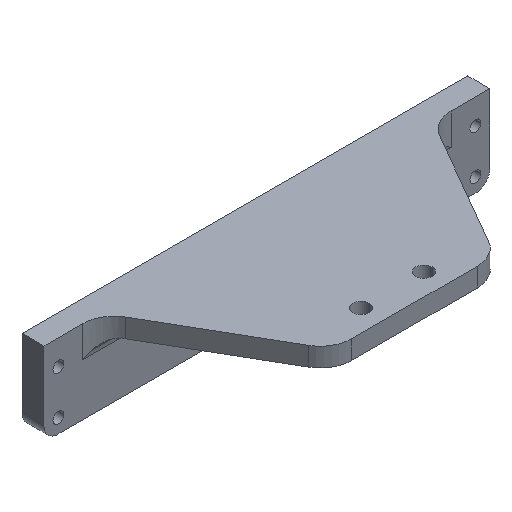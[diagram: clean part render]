
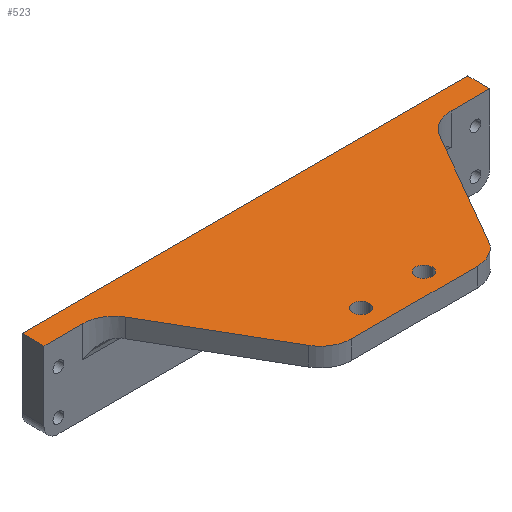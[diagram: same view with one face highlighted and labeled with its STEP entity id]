
A CAD part, isometric view. The second image highlights one B-rep face of the part: STEP entity #523.
In plain terms, the highlighted planar face has unit normal (0, 0, 1).
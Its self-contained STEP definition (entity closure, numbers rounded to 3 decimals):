
#27 = CARTESIAN_POINT ( 'NONE',  ( 0., -120.909, 17.651 ) ) ;
#33 = LINE ( 'NONE', #300, #512 ) ;
#34 = VERTEX_POINT ( 'NONE', #499 ) ;
#35 = DIRECTION ( 'NONE',  ( 0., 0., 1. ) ) ;
#38 = CARTESIAN_POINT ( 'NONE',  ( -171.086, -167.909, 17.651 ) ) ;
#42 = CARTESIAN_POINT ( 'NONE',  ( -262.05, -120.909, 17.651 ) ) ;
#45 = EDGE_LOOP ( 'NONE', ( #853, #1113 ) ) ;
#52 = VECTOR ( 'NONE', #262, 1000. ) ;
#59 = VERTEX_POINT ( 'NONE', #674 ) ;
#60 = ORIENTED_EDGE ( 'NONE', *, *, #537, .T. ) ;
#66 = VERTEX_POINT ( 'NONE', #423 ) ;
#79 = CARTESIAN_POINT ( 'NONE',  ( -201.064, -160.909, 17.651 ) ) ;
#88 = VECTOR ( 'NONE', #614, 1000. ) ;
#100 = DIRECTION ( 'NONE',  ( 1., 0., 0. ) ) ;
#107 = ORIENTED_EDGE ( 'NONE', *, *, #357, .T. ) ;
#110 = EDGE_CURVE ( 'NONE', #689, #421, #774, .T. ) ;
#114 = VERTEX_POINT ( 'NONE', #993 ) ;
#115 = CARTESIAN_POINT ( 'NONE',  ( -51.278, 29.605, 17.651 ) ) ;
#124 = AXIS2_PLACEMENT_3D ( 'NONE', #887, #732, #458 ) ;
#125 = ORIENTED_EDGE ( 'NONE', *, *, #1067, .T. ) ;
#163 = AXIS2_PLACEMENT_3D ( 'NONE', #79, #871, #100 ) ;
#172 = DIRECTION ( 'NONE',  ( 0., -1., 0. ) ) ;
#177 = ORIENTED_EDGE ( 'NONE', *, *, #335, .F. ) ;
#186 = ORIENTED_EDGE ( 'NONE', *, *, #813, .T. ) ;
#194 = EDGE_CURVE ( 'NONE', #211, #405, #960, .T. ) ;
#196 = VECTOR ( 'NONE', #235, 1000. ) ;
#197 = DIRECTION ( 'NONE',  ( 0., 0., 1. ) ) ;
#198 = AXIS2_PLACEMENT_3D ( 'NONE', #556, #35, #303 ) ;
#204 = DIRECTION ( 'NONE',  ( -1., 0., 0. ) ) ;
#211 = VERTEX_POINT ( 'NONE', #447 ) ;
#212 = DIRECTION ( 'NONE',  ( 0.5, 0.866, 0. ) ) ;
#232 = VERTEX_POINT ( 'NONE', #515 ) ;
#235 = DIRECTION ( 'NONE',  ( 0.5, -0.866, 0. ) ) ;
#237 = ORIENTED_EDGE ( 'NONE', *, *, #570, .F. ) ;
#262 = DIRECTION ( 'NONE',  ( -1., 0., 0. ) ) ;
#263 = FACE_BOUND ( 'NONE', #45, .T. ) ;
#264 = VERTEX_POINT ( 'NONE', #852 ) ;
#267 = CARTESIAN_POINT ( 'NONE',  ( -241.064, -167.909, 17.651 ) ) ;
#268 = DIRECTION ( 'NONE',  ( 0., -1., 0. ) ) ;
#273 = VECTOR ( 'NONE', #204, 1000. ) ;
#275 = CARTESIAN_POINT ( 'NONE',  ( -262.05, -290.176, 17.651 ) ) ;
#289 = AXIS2_PLACEMENT_3D ( 'NONE', #1093, #751, #481 ) ;
#300 = CARTESIAN_POINT ( 'NONE',  ( 0., -113.909, 17.651 ) ) ;
#302 = LINE ( 'NONE', #795, #196 ) ;
#303 = DIRECTION ( 'NONE',  ( 1., 0., 0. ) ) ;
#309 = EDGE_CURVE ( 'NONE', #1007, #974, #1117, .T. ) ;
#334 = ORIENTED_EDGE ( 'NONE', *, *, #665, .T. ) ;
#335 = EDGE_CURVE ( 'NONE', #264, #114, #1045, .T. ) ;
#346 = VECTOR ( 'NONE', #172, 1000. ) ;
#356 = LINE ( 'NONE', #275, #346 ) ;
#357 = EDGE_CURVE ( 'NONE', #970, #232, #302, .T. ) ;
#367 = CARTESIAN_POINT ( 'NONE',  ( -120.078, -290.176, 17.651 ) ) ;
#370 = FACE_BOUND ( 'NONE', #962, .T. ) ;
#381 = CIRCLE ( 'NONE', #198, 10. ) ;
#383 = ORIENTED_EDGE ( 'NONE', *, *, #194, .F. ) ;
#394 = ORIENTED_EDGE ( 'NONE', *, *, #726, .F. ) ;
#401 = AXIS2_PLACEMENT_3D ( 'NONE', #1105, #588, #844 ) ;
#405 = VERTEX_POINT ( 'NONE', #42 ) ;
#421 = VERTEX_POINT ( 'NONE', #728 ) ;
#423 = CARTESIAN_POINT ( 'NONE',  ( -120.078, -113.909, 17.651 ) ) ;
#426 = CARTESIAN_POINT ( 'NONE',  ( 0., -120.909, 17.651 ) ) ;
#447 = CARTESIAN_POINT ( 'NONE',  ( -249.724, -120.909, 17.651 ) ) ;
#453 = AXIS2_PLACEMENT_3D ( 'NONE', #800, #197, #884 ) ;
#458 = DIRECTION ( 'NONE',  ( 1., 0., 0. ) ) ;
#462 = CARTESIAN_POINT ( 'NONE',  ( -178.464, -160.909, 17.651 ) ) ;
#469 = VECTOR ( 'NONE', #268, 1000. ) ;
#472 = EDGE_LOOP ( 'NONE', ( #788, #697, #771, #186, #394, #237, #125, #60, #383, #802, #107, #334 ) ) ;
#480 = LINE ( 'NONE', #115, #824 ) ;
#481 = DIRECTION ( 'NONE',  ( 1., 0., 0. ) ) ;
#499 = CARTESIAN_POINT ( 'NONE',  ( -132.404, -120.909, 17.651 ) ) ;
#512 = VECTOR ( 'NONE', #803, 1000. ) ;
#515 = CARTESIAN_POINT ( 'NONE',  ( -219.702, -162.909, 17.651 ) ) ;
#517 = EDGE_CURVE ( 'NONE', #114, #264, #527, .T. ) ;
#518 = CARTESIAN_POINT ( 'NONE',  ( -120.078, -120.909, 17.651 ) ) ;
#523 = ADVANCED_FACE ( 'NONE', ( #370, #263, #775 ), #872, .T. ) ;
#527 = CIRCLE ( 'NONE', #848, 2.6 ) ;
#537 = EDGE_CURVE ( 'NONE', #975, #405, #356, .T. ) ;
#541 = DIRECTION ( 'NONE',  ( 0., 0., 1. ) ) ;
#545 = CARTESIAN_POINT ( 'NONE',  ( -249.724, -130.909, 17.651 ) ) ;
#550 = DIRECTION ( 'NONE',  ( 0., 0., -1. ) ) ;
#554 = VERTEX_POINT ( 'NONE', #943 ) ;
#556 = CARTESIAN_POINT ( 'NONE',  ( -211.042, -157.909, 17.651 ) ) ;
#570 = EDGE_CURVE ( 'NONE', #66, #864, #790, .T. ) ;
#588 = DIRECTION ( 'NONE',  ( 0., 0., -1. ) ) ;
#611 = DIRECTION ( 'NONE',  ( 1., 0., 0. ) ) ;
#614 = DIRECTION ( 'NONE',  ( -1., 0., 0. ) ) ;
#618 = CIRCLE ( 'NONE', #124, 2.6 ) ;
#623 = EDGE_CURVE ( 'NONE', #421, #689, #618, .T. ) ;
#625 = CARTESIAN_POINT ( 'NONE',  ( -262.05, -113.909, 17.651 ) ) ;
#640 = EDGE_CURVE ( 'NONE', #554, #59, #480, .T. ) ;
#647 = EDGE_CURVE ( 'NONE', #1007, #554, #989, .T. ) ;
#665 = EDGE_CURVE ( 'NONE', #232, #974, #381, .T. ) ;
#674 = CARTESIAN_POINT ( 'NONE',  ( -141.064, -125.909, 17.651 ) ) ;
#689 = VERTEX_POINT ( 'NONE', #462 ) ;
#697 = ORIENTED_EDGE ( 'NONE', *, *, #647, .T. ) ;
#705 = CARTESIAN_POINT ( 'NONE',  ( -241.064, -125.909, 17.651 ) ) ;
#726 = EDGE_CURVE ( 'NONE', #864, #34, #816, .T. ) ;
#728 = CARTESIAN_POINT ( 'NONE',  ( -183.664, -160.909, 17.651 ) ) ;
#732 = DIRECTION ( 'NONE',  ( 0., 0., 1. ) ) ;
#751 = DIRECTION ( 'NONE',  ( 0., 0., 1. ) ) ;
#771 = ORIENTED_EDGE ( 'NONE', *, *, #640, .T. ) ;
#774 = CIRCLE ( 'NONE', #289, 2.6 ) ;
#775 = FACE_OUTER_BOUND ( 'NONE', #472, .T. ) ;
#786 = CARTESIAN_POINT ( 'NONE',  ( -201.064, -160.909, 17.651 ) ) ;
#788 = ORIENTED_EDGE ( 'NONE', *, *, #309, .F. ) ;
#790 = LINE ( 'NONE', #367, #469 ) ;
#795 = CARTESIAN_POINT ( 'NONE',  ( -235.318, -135.861, 17.651 ) ) ;
#796 = DIRECTION ( 'NONE',  ( 1., 0., 0. ) ) ;
#800 = CARTESIAN_POINT ( 'NONE',  ( -171.086, -157.909, 17.651 ) ) ;
#802 = ORIENTED_EDGE ( 'NONE', *, *, #1017, .T. ) ;
#803 = DIRECTION ( 'NONE',  ( -1., 0., 0. ) ) ;
#813 = EDGE_CURVE ( 'NONE', #59, #34, #918, .T. ) ;
#814 = DIRECTION ( 'NONE',  ( 1., 0., 0. ) ) ;
#816 = LINE ( 'NONE', #27, #273 ) ;
#824 = VECTOR ( 'NONE', #212, 1000. ) ;
#844 = DIRECTION ( 'NONE',  ( 1., 0., 0. ) ) ;
#848 = AXIS2_PLACEMENT_3D ( 'NONE', #786, #953, #796 ) ;
#852 = CARTESIAN_POINT ( 'NONE',  ( -198.464, -160.909, 17.651 ) ) ;
#853 = ORIENTED_EDGE ( 'NONE', *, *, #110, .F. ) ;
#862 = AXIS2_PLACEMENT_3D ( 'NONE', #876, #541, #611 ) ;
#864 = VERTEX_POINT ( 'NONE', #518 ) ;
#871 = DIRECTION ( 'NONE',  ( 0., 0., 1. ) ) ;
#872 = PLANE ( 'NONE',  #862 ) ;
#876 = CARTESIAN_POINT ( 'NONE',  ( 0., 0., 17.651 ) ) ;
#884 = DIRECTION ( 'NONE',  ( 1., 0., 0. ) ) ;
#887 = CARTESIAN_POINT ( 'NONE',  ( -181.064, -160.909, 17.651 ) ) ;
#898 = AXIS2_PLACEMENT_3D ( 'NONE', #545, #550, #814 ) ;
#918 = CIRCLE ( 'NONE', #401, 10. ) ;
#939 = CIRCLE ( 'NONE', #898, 10. ) ;
#943 = CARTESIAN_POINT ( 'NONE',  ( -162.426, -162.909, 17.651 ) ) ;
#953 = DIRECTION ( 'NONE',  ( 0., 0., 1. ) ) ;
#960 = LINE ( 'NONE', #426, #52 ) ;
#962 = EDGE_LOOP ( 'NONE', ( #177, #1073 ) ) ;
#970 = VERTEX_POINT ( 'NONE', #705 ) ;
#974 = VERTEX_POINT ( 'NONE', #1023 ) ;
#975 = VERTEX_POINT ( 'NONE', #625 ) ;
#989 = CIRCLE ( 'NONE', #453, 10. ) ;
#993 = CARTESIAN_POINT ( 'NONE',  ( -203.664, -160.909, 17.651 ) ) ;
#1007 = VERTEX_POINT ( 'NONE', #38 ) ;
#1017 = EDGE_CURVE ( 'NONE', #211, #970, #939, .T. ) ;
#1023 = CARTESIAN_POINT ( 'NONE',  ( -211.042, -167.909, 17.651 ) ) ;
#1045 = CIRCLE ( 'NONE', #163, 2.6 ) ;
#1067 = EDGE_CURVE ( 'NONE', #66, #975, #33, .T. ) ;
#1073 = ORIENTED_EDGE ( 'NONE', *, *, #517, .F. ) ;
#1093 = CARTESIAN_POINT ( 'NONE',  ( -181.064, -160.909, 17.651 ) ) ;
#1105 = CARTESIAN_POINT ( 'NONE',  ( -132.404, -130.909, 17.651 ) ) ;
#1113 = ORIENTED_EDGE ( 'NONE', *, *, #623, .F. ) ;
#1117 = LINE ( 'NONE', #267, #88 ) ;
